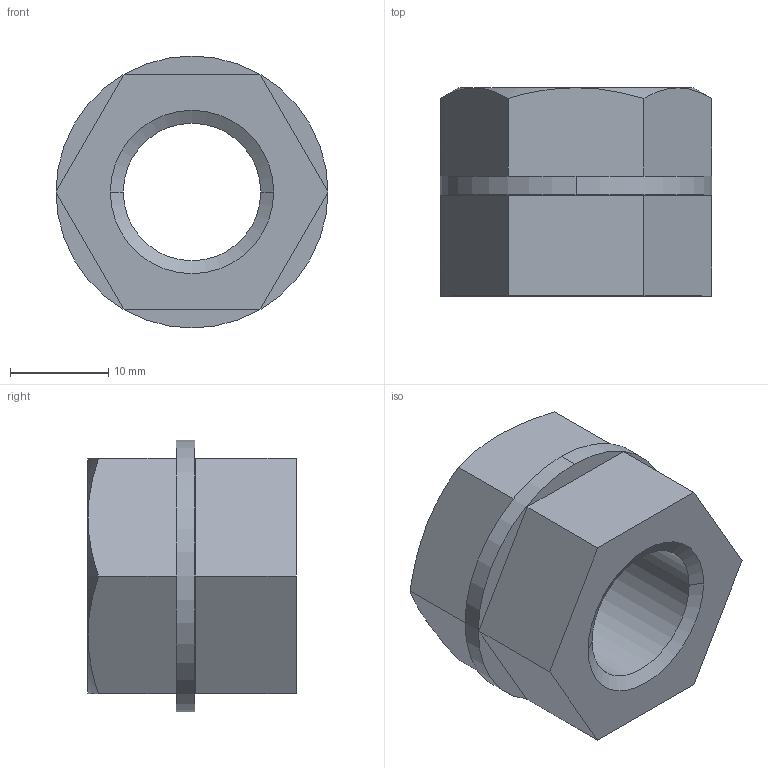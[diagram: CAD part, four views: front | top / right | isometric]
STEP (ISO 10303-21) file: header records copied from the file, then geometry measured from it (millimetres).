
FILE_DESCRIPTION((''),'2;1');
FILE_NAME('0RRIM016_____0','2019-10-29T15:51:10',('kim.bk'),(''),'CREO PARAMETRIC BY PTC INC, 2019010','CREO PARAMETRIC BY PTC INC, 2019010','');
FILE_SCHEMA(('CONFIG_CONTROL_DESIGN'));
Length unit declared in the file: millimetre
Products named in the file (1): 0RRIM016_____0
Bounding box: 27.71 x 21.2 x 27.71 mm (x, y, z)
Volume: 7402.1 mm3; surface area: 4779.1 mm2
Topology: 2 solids, 2 shells, 317 faces, 863 edges, 568 vertices
Faces by surface type: plane 297, cone 14, cylinder 6
Entity records: 9895 total; most frequent: CARTESIAN_POINT 1826, ORIENTED_EDGE 1726, DIRECTION 1521, EDGE_CURVE 863, VECTOR 815, LINE 815, VERTEX_POINT 568, AXIS2_PLACEMENT_3D 353
